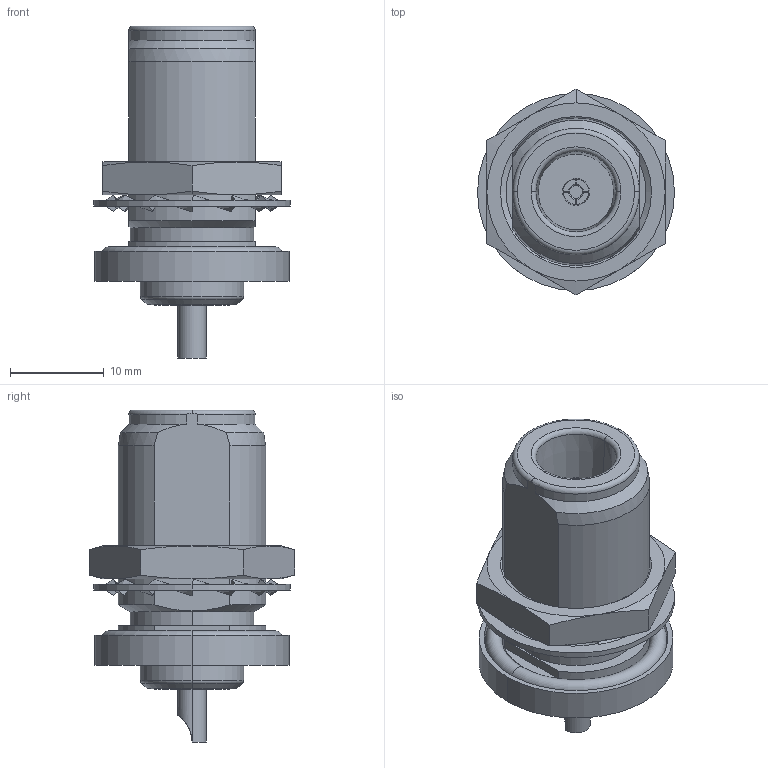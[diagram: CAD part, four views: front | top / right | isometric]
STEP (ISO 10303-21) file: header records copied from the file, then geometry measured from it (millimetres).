
FILE_DESCRIPTION (( 'STEP AP214' ), '1' );
FILE_NAME ('J01021A1084.STEP', '2014-05-20T09:46:06', ( 'Wartung1' ), ( '' ), 'SwSTEP 2.0', 'SolidWorks 2014', '' );
FILE_SCHEMA (( 'AUTOMOTIVE_DESIGN' ));
Length unit declared in the file: millimetre
Products named in the file (1): J01021A1084
Bounding box: 21 x 21.94 x 35.4 mm (x, y, z)
Volume: 5557.2 mm3; surface area: 3696.5 mm2
Topology: 3 solids, 3 shells, 175 faces, 432 edges, 270 vertices
Faces by surface type: plane 62, bspline 36, cone 34, cylinder 33, torus 10
Entity records: 7953 total; most frequent: CARTESIAN_POINT 2166, ORIENTED_EDGE 864, DIRECTION 678, EDGE_CURVE 432, VERTEX_POINT 270, AXIS2_PLACEMENT_3D 256, EDGE_LOOP 190, UNCERTAINTY_MEASURE_WITH_UNIT 178
